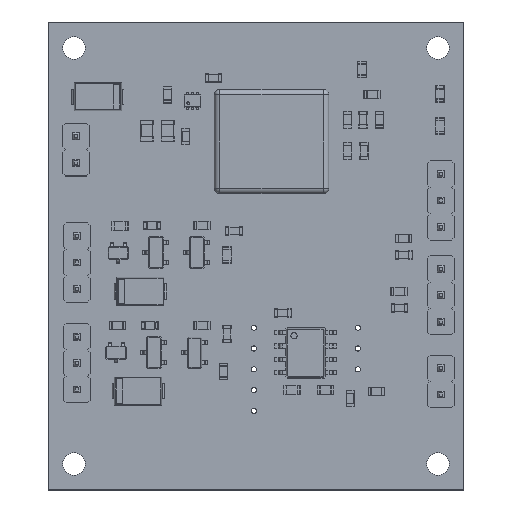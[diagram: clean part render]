
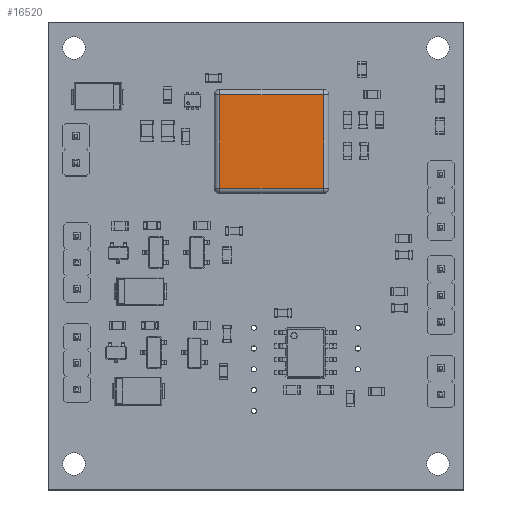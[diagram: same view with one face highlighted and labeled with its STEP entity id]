
A CAD part, top view. The second image highlights one B-rep face of the part: STEP entity #16520.
In plain terms, the highlighted planar face has unit normal (0, 0, 1).
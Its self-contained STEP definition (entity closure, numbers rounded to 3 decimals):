
#16224 = VERTEX_POINT('',#16225);
#16225 = CARTESIAN_POINT('',(-5.,-4.5,5.1));
#16232 = EDGE_CURVE('',#16224,#16233,#16235,.T.);
#16233 = VERTEX_POINT('',#16234);
#16234 = CARTESIAN_POINT('',(-5.,4.5,5.1));
#16235 = LINE('',#16236,#16237);
#16236 = CARTESIAN_POINT('',(-5.,-4.5,5.1));
#16237 = VECTOR('',#16238,1.);
#16238 = DIRECTION('',(0.,1.,0.));
#16520 = ADVANCED_FACE('',(#16521),#16546,.T.);
#16521 = FACE_BOUND('',#16522,.T.);
#16522 = EDGE_LOOP('',(#16523,#16524,#16532,#16540));
#16523 = ORIENTED_EDGE('',*,*,#16232,.F.);
#16524 = ORIENTED_EDGE('',*,*,#16525,.F.);
#16525 = EDGE_CURVE('',#16526,#16224,#16528,.T.);
#16526 = VERTEX_POINT('',#16527);
#16527 = CARTESIAN_POINT('',(5.,-4.5,5.1));
#16528 = LINE('',#16529,#16530);
#16529 = CARTESIAN_POINT('',(5.,-4.5,5.1));
#16530 = VECTOR('',#16531,1.);
#16531 = DIRECTION('',(-1.,-0.,-0.));
#16532 = ORIENTED_EDGE('',*,*,#16533,.F.);
#16533 = EDGE_CURVE('',#16534,#16526,#16536,.T.);
#16534 = VERTEX_POINT('',#16535);
#16535 = CARTESIAN_POINT('',(5.,4.5,5.1));
#16536 = LINE('',#16537,#16538);
#16537 = CARTESIAN_POINT('',(5.,4.5,5.1));
#16538 = VECTOR('',#16539,1.);
#16539 = DIRECTION('',(-0.,-1.,-0.));
#16540 = ORIENTED_EDGE('',*,*,#16541,.F.);
#16541 = EDGE_CURVE('',#16233,#16534,#16542,.T.);
#16542 = LINE('',#16543,#16544);
#16543 = CARTESIAN_POINT('',(-5.,4.5,5.1));
#16544 = VECTOR('',#16545,1.);
#16545 = DIRECTION('',(1.,0.,0.));
#16546 = PLANE('',#16547);
#16547 = AXIS2_PLACEMENT_3D('',#16548,#16549,#16550);
#16548 = CARTESIAN_POINT('',(-5.5,-5.,5.1));
#16549 = DIRECTION('',(0.,0.,1.));
#16550 = DIRECTION('',(1.,0.,-0.));
